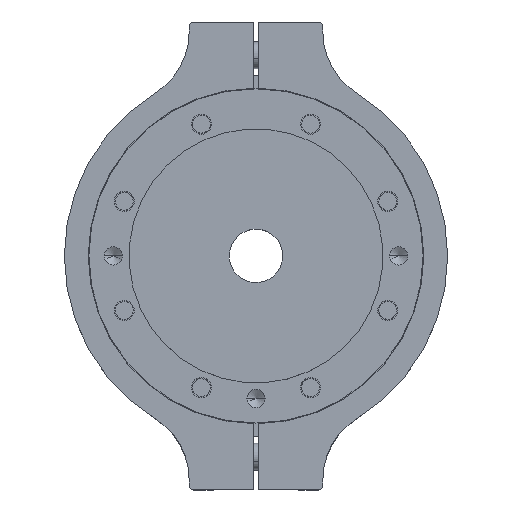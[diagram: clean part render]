
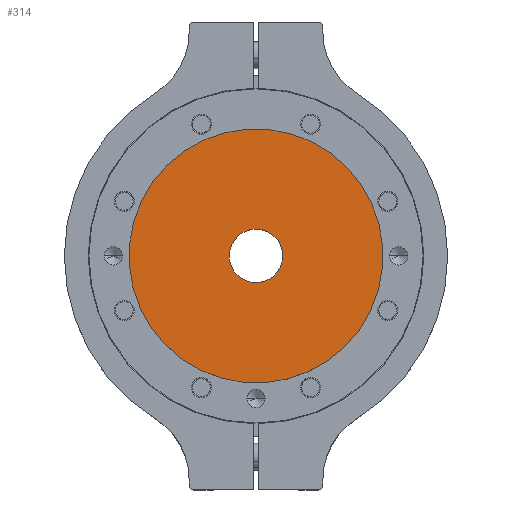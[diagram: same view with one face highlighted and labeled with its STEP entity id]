
A CAD part, top view. The second image highlights one B-rep face of the part: STEP entity #314.
In plain terms, the highlighted planar face has unit normal (0, 0, 1).
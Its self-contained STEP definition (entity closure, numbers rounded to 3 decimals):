
#275 = AXIS2_PLACEMENT_3D ( 'NONE', #1176, #609, #4198 ) ;
#314 = ADVANCED_FACE ( 'NONE', ( #1321, #7631 ), #2026, .T. ) ;
#350 = AXIS2_PLACEMENT_3D ( 'NONE', #793, #7378, #8841 ) ;
#609 = DIRECTION ( 'NONE',  ( 0., 0., 1. ) ) ;
#623 = VERTEX_POINT ( 'NONE', #6895 ) ;
#633 = VERTEX_POINT ( 'NONE', #4555 ) ;
#741 = DIRECTION ( 'NONE',  ( 0.1, 0.995, 0. ) ) ;
#792 = AXIS2_PLACEMENT_3D ( 'NONE', #4329, #7196, #741 ) ;
#793 = CARTESIAN_POINT ( 'NONE',  ( 0., 0., 30.05 ) ) ;
#1176 = CARTESIAN_POINT ( 'NONE',  ( 5.97, -0.603, 30.05 ) ) ;
#1321 = FACE_BOUND ( 'NONE', #1825, .T. ) ;
#1356 = CARTESIAN_POINT ( 'NONE',  ( 0., 0., 30.05 ) ) ;
#1825 = EDGE_LOOP ( 'NONE', ( #7322, #6972 ) ) ;
#2026 = PLANE ( 'NONE',  #275 ) ;
#2063 = VERTEX_POINT ( 'NONE', #8407 ) ;
#2695 = ORIENTED_EDGE ( 'NONE', *, *, #7987, .T. ) ;
#4198 = DIRECTION ( 'NONE',  ( 0., -1., 0. ) ) ;
#4233 = DIRECTION ( 'NONE',  ( 0., 0., 1. ) ) ;
#4329 = CARTESIAN_POINT ( 'NONE',  ( 0., 0., 30.05 ) ) ;
#4555 = CARTESIAN_POINT ( 'NONE',  ( 0.603, 5.97, 30.05 ) ) ;
#5044 = CIRCLE ( 'NONE', #6992, 6. ) ;
#5086 = EDGE_LOOP ( 'NONE', ( #5330, #2695 ) ) ;
#5330 = ORIENTED_EDGE ( 'NONE', *, *, #5619, .T. ) ;
#5450 = CIRCLE ( 'NONE', #792, 28.5 ) ;
#5619 = EDGE_CURVE ( 'NONE', #623, #2063, #5450, .T. ) ;
#6098 = CIRCLE ( 'NONE', #350, 28.5 ) ;
#6428 = VERTEX_POINT ( 'NONE', #7944 ) ;
#6564 = EDGE_CURVE ( 'NONE', #6428, #633, #6675, .T. ) ;
#6675 = CIRCLE ( 'NONE', #8786, 6. ) ;
#6895 = CARTESIAN_POINT ( 'NONE',  ( 2.864, 28.356, 30.05 ) ) ;
#6972 = ORIENTED_EDGE ( 'NONE', *, *, #6564, .F. ) ;
#6992 = AXIS2_PLACEMENT_3D ( 'NONE', #1356, #4233, #7853 ) ;
#7196 = DIRECTION ( 'NONE',  ( 0., 0., 1. ) ) ;
#7322 = ORIENTED_EDGE ( 'NONE', *, *, #7405, .F. ) ;
#7378 = DIRECTION ( 'NONE',  ( 0., 0., 1. ) ) ;
#7405 = EDGE_CURVE ( 'NONE', #633, #6428, #5044, .T. ) ;
#7631 = FACE_OUTER_BOUND ( 'NONE', #5086, .T. ) ;
#7853 = DIRECTION ( 'NONE',  ( 0.1, 0.995, 0. ) ) ;
#7944 = CARTESIAN_POINT ( 'NONE',  ( -0.603, -5.97, 30.05 ) ) ;
#7987 = EDGE_CURVE ( 'NONE', #2063, #623, #6098, .T. ) ;
#8175 = DIRECTION ( 'NONE',  ( 0., 0., 1. ) ) ;
#8221 = CARTESIAN_POINT ( 'NONE',  ( 0., 0., 30.05 ) ) ;
#8407 = CARTESIAN_POINT ( 'NONE',  ( -2.864, -28.356, 30.05 ) ) ;
#8786 = AXIS2_PLACEMENT_3D ( 'NONE', #8221, #8175, #8887 ) ;
#8841 = DIRECTION ( 'NONE',  ( 0.1, 0.995, 0. ) ) ;
#8887 = DIRECTION ( 'NONE',  ( 0.1, 0.995, 0. ) ) ;
